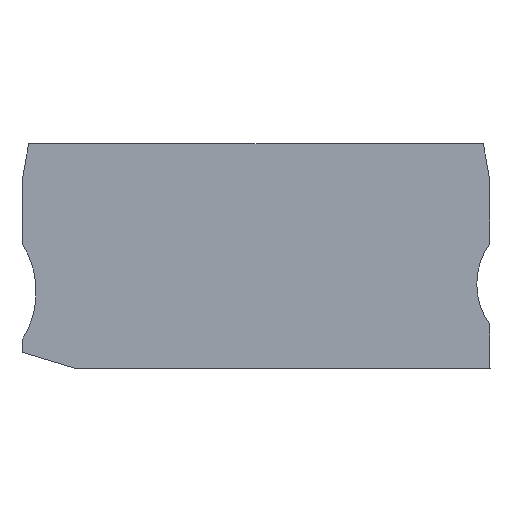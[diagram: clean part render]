
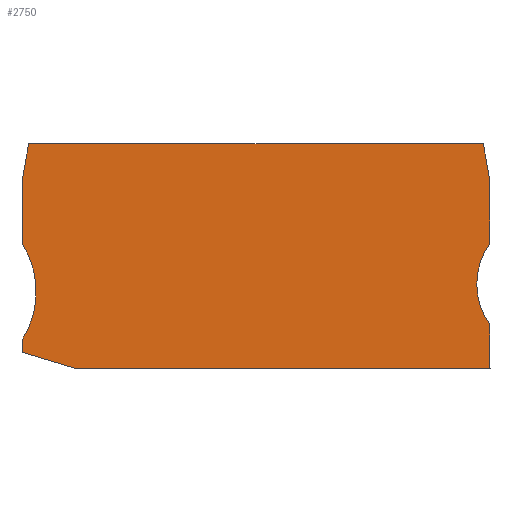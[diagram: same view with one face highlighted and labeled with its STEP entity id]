
A CAD part, left-side view. The second image highlights one B-rep face of the part: STEP entity #2750.
In plain terms, the highlighted face is planar.
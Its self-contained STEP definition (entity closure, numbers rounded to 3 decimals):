
#100=CARTESIAN_POINT('',(50.95,5.519,
10.));
#110=VERTEX_POINT('',#100);
#160=CARTESIAN_POINT('',(50.95,37.294,
10.));
#170=DIRECTION('',(0.,1.,0.));
#180=VECTOR('',#170,1.);
#190=LINE('',#160,#180);
#200=CARTESIAN_POINT('',(50.95,3.212,
10.));
#210=VERTEX_POINT('',#200);
#220=EDGE_CURVE('',#210,#110,#190,.T.);
#530=CARTESIAN_POINT('',(33.783,-1.912,
10.));
#540=DIRECTION('',(0.958,0.286,0.));
#550=VECTOR('',#540,1.);
#560=LINE('',#530,#550);
#570=CARTESIAN_POINT('',(40.9,0.212,
10.));
#580=VERTEX_POINT('',#570);
#590=EDGE_CURVE('',#580,#210,#560,.T.);
#1060=CARTESIAN_POINT('',(-37.95,8.412,
10.));
#1070=VERTEX_POINT('',#1060);
#1100=CARTESIAN_POINT('',(-48.635,16.162,10.));
#1110=DIRECTION('',(0.,0.,1.));
#1120=DIRECTION('',(1.,0.,0.));
#1130=AXIS2_PLACEMENT_3D('',#1100,#1110,#1120);
#1140=CIRCLE('',#1130,13.2);
#1150=CARTESIAN_POINT('',(-37.95,23.912,
10.));
#1160=VERTEX_POINT('',#1150);
#1170=EDGE_CURVE('',#1070,#1160,#1140,.T.);
#1440=CARTESIAN_POINT('',(49.693,42.812,
10.));
#1450=VERTEX_POINT('',#1440);
#1500=CARTESIAN_POINT('',(50.666,37.294,
10.));
#1510=DIRECTION('',(-0.174,0.985,0.));
#1520=VECTOR('',#1510,1.);
#1530=LINE('',#1500,#1520);
#1540=CARTESIAN_POINT('',(50.95,35.686,
10.));
#1550=VERTEX_POINT('',#1540);
#1560=EDGE_CURVE('',#1550,#1450,#1530,.T.);
#1910=CARTESIAN_POINT('',(-36.693,42.812,
10.));
#1920=VERTEX_POINT('',#1910);
#1970=CARTESIAN_POINT('',(12.583,42.812,10.));
#1980=DIRECTION('',(1.,0.,0.));
#1990=VECTOR('',#1980,1.);
#2000=LINE('',#1970,#1990);
#2010=EDGE_CURVE('',#1920,#1450,#2000,.T.);
#2200=CARTESIAN_POINT('',(19.775,28.87,
10.));
#2210=DIRECTION('',(0.,0.,-1.));
#2220=DIRECTION('',(-1.,0.,0.));
#2230=AXIS2_PLACEMENT_3D('',#2200,#2210,#2220);
#2240=PLANE('',#2230);
#2250=CARTESIAN_POINT('',(50.95,37.294,
10.));
#2260=DIRECTION('',(0.,1.,0.));
#2270=VECTOR('',#2260,1.);
#2280=LINE('',#2250,#2270);
#2290=CARTESIAN_POINT('',(50.95,23.905,
10.));
#2300=VERTEX_POINT('',#2290);
#2310=EDGE_CURVE('',#2300,#1550,#2280,.T.);
#2320=ORIENTED_EDGE('',*,*,#2310,.F.);
#2330=ORIENTED_EDGE('',*,*,#1560,.F.);
#2340=ORIENTED_EDGE('',*,*,#2010,.T.);
#2350=CARTESIAN_POINT('',(-37.666,37.294,10.));
#2360=DIRECTION('',(0.174,0.985,0.));
#2370=VECTOR('',#2360,1.);
#2380=LINE('',#2350,#2370);
#2390=CARTESIAN_POINT('',(-37.95,35.686,
10.));
#2400=VERTEX_POINT('',#2390);
#2410=EDGE_CURVE('',#2400,#1920,#2380,.T.);
#2420=ORIENTED_EDGE('',*,*,#2410,.T.);
#2430=CARTESIAN_POINT('',(-37.95,37.294,10.));
#2440=DIRECTION('',(0.,1.,0.));
#2450=VECTOR('',#2440,1.);
#2460=LINE('',#2430,#2450);
#2470=EDGE_CURVE('',#1160,#2400,#2460,.T.);
#2480=ORIENTED_EDGE('',*,*,#2470,.T.);
#2490=ORIENTED_EDGE('',*,*,#1170,.T.);
#2500=CARTESIAN_POINT('',(-37.95,37.294,10.));
#2510=DIRECTION('',(0.,1.,0.));
#2520=VECTOR('',#2510,1.);
#2530=LINE('',#2500,#2520);
#2540=CARTESIAN_POINT('',(-37.95,0.212,
10.));
#2550=VERTEX_POINT('',#2540);
#2560=EDGE_CURVE('',#2550,#1070,#2530,.T.);
#2570=ORIENTED_EDGE('',*,*,#2560,.T.);
#2580=CARTESIAN_POINT('',(12.583,0.212,10.));
#2590=DIRECTION('',(1.,0.,0.));
#2600=VECTOR('',#2590,1.);
#2610=LINE('',#2580,#2600);
#2620=EDGE_CURVE('',#2550,#580,#2610,.T.);
#2630=ORIENTED_EDGE('',*,*,#2620,.F.);
#2640=ORIENTED_EDGE('',*,*,#590,.F.);
#2650=ORIENTED_EDGE('',*,*,#220,.F.);
#2660=CARTESIAN_POINT('',(65.25,14.712,
10.));
#2670=DIRECTION('',(0.,0.,1.));
#2680=DIRECTION('',(1.,0.,0.));
#2690=AXIS2_PLACEMENT_3D('',#2660,#2670,#2680);
#2700=CIRCLE('',#2690,17.);
#2710=EDGE_CURVE('',#2300,#110,#2700,.T.);
#2720=ORIENTED_EDGE('',*,*,#2710,.T.);
#2730=EDGE_LOOP('',(#2720,#2650,#2640,#2630,#2570,#2490,#2480,#2420,
#2340,#2330,#2320));
#2740=FACE_OUTER_BOUND('',#2730,.T.);
#2750=ADVANCED_FACE('',(#2740),#2240,.T.);
